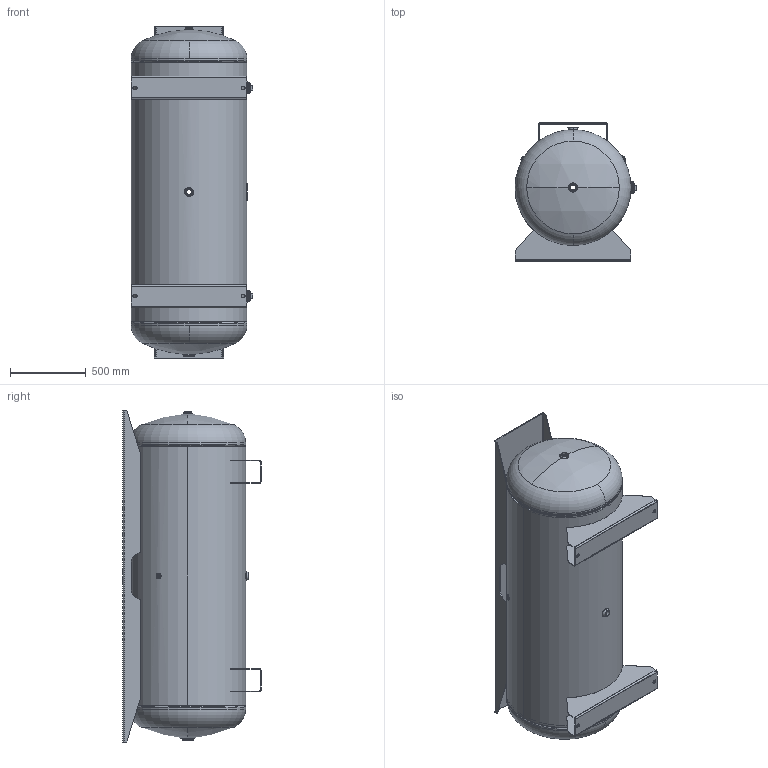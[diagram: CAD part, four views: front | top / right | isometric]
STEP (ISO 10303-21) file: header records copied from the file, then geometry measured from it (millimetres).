
FILE_DESCRIPTION (( 'STEP AP203' ), '1' );
FILE_NAME ('303181.STEP', '2012-05-14T16:35:15', ( '' ), ( '' ), 'SwSTEP 2.0', 'SolidWorks 2012', '' );
FILE_SCHEMA (( 'CONFIG_CONTROL_DESIGN' ));
Length unit declared in the file: inch
Products named in the file (1): 303181
Bounding box: 801.14 x 909.06 x 2184.4 mm (x, y, z)
Surface area: 13646582.3 mm2 (no closed solid volume)
Topology: 0 solids, 29 shells, 254 faces, 712 edges, 470 vertices
Faces by surface type: plane 97, cylinder 85, torus 62, bspline 6, sphere 4
Full cylindrical faces by diameter (mm): 750.468 x1, 762 x1
Entity records: 10973 total; most frequent: CARTESIAN_POINT 4267, DIRECTION 1476, ORIENTED_EDGE 1224, EDGE_CURVE 712, AXIS2_PLACEMENT_3D 583, VERTEX_POINT 470, CIRCLE 334, LINE 310
